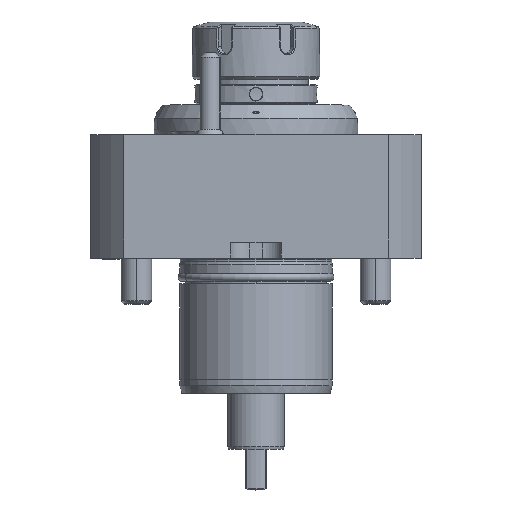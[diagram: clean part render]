
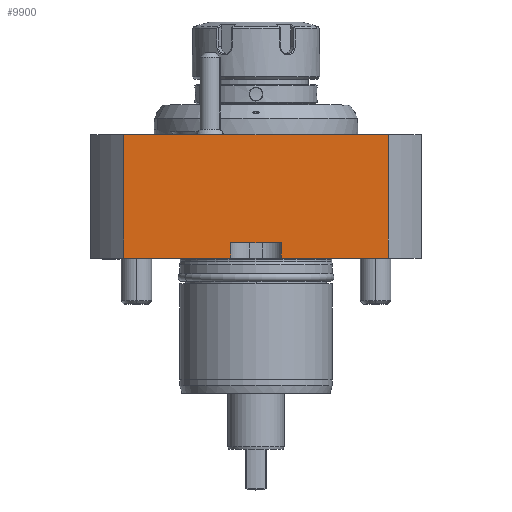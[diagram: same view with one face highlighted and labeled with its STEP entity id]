
A CAD part, top view. The second image highlights one B-rep face of the part: STEP entity #9900.
In plain terms, the highlighted planar face has unit normal (0, 0, 1).
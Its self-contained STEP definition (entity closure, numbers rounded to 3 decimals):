
#3239=DIRECTION('',(1.,0.,0.));
#3240=VECTOR('',#3239,104.096);
#3241=CARTESIAN_POINT('',(-52.048,48.5,54.));
#3242=LINE('',#3241,#3240);
#3305=DIRECTION('',(1.,0.,0.));
#3306=VECTOR('',#3305,42.048);
#3307=CARTESIAN_POINT('',(-52.048,0.,54.));
#3308=LINE('',#3307,#3306);
#3321=DIRECTION('',(1.,0.,0.));
#3322=VECTOR('',#3321,42.048);
#3323=CARTESIAN_POINT('',(10.,0.,54.));
#3324=LINE('',#3323,#3322);
#3414=DIRECTION('',(0.,1.,0.));
#3415=VECTOR('',#3414,48.5);
#3416=CARTESIAN_POINT('',(-52.048,0.,54.));
#3417=LINE('',#3416,#3415);
#3418=DIRECTION('',(0.,-1.,0.));
#3419=VECTOR('',#3418,48.5);
#3420=CARTESIAN_POINT('',(52.048,48.5,54.));
#3421=LINE('',#3420,#3419);
#3422=DIRECTION('',(0.,1.,0.));
#3423=VECTOR('',#3422,6.);
#3424=CARTESIAN_POINT('',(10.,0.,54.));
#3425=LINE('',#3424,#3423);
#3426=DIRECTION('',(1.,0.,0.));
#3427=VECTOR('',#3426,20.);
#3428=CARTESIAN_POINT('',(-10.,6.,54.));
#3429=LINE('',#3428,#3427);
#3430=DIRECTION('',(0.,1.,0.));
#3431=VECTOR('',#3430,6.);
#3432=CARTESIAN_POINT('',(-10.,0.,54.));
#3433=LINE('',#3432,#3431);
#6579=CARTESIAN_POINT('',(-52.048,48.5,54.));
#6581=VERTEX_POINT('',#6579);
#6582=CARTESIAN_POINT('',(52.048,48.5,54.));
#6583=VERTEX_POINT('',#6582);
#6595=CARTESIAN_POINT('',(-52.048,0.,54.));
#6597=VERTEX_POINT('',#6595);
#6598=CARTESIAN_POINT('',(52.048,0.,54.));
#6600=VERTEX_POINT('',#6598);
#6610=CARTESIAN_POINT('',(-10.,0.,54.));
#6611=CARTESIAN_POINT('',(-10.,6.,54.));
#6612=VERTEX_POINT('',#6610);
#6613=VERTEX_POINT('',#6611);
#6636=CARTESIAN_POINT('',(10.,0.,54.));
#6638=VERTEX_POINT('',#6636);
#6774=CARTESIAN_POINT('',(10.,6.,54.));
#6775=VERTEX_POINT('',#6774);
#9882=CARTESIAN_POINT('',(65.,60.35,54.));
#9883=DIRECTION('',(0.,0.,-1.));
#9884=DIRECTION('',(-1.,0.,0.));
#9885=AXIS2_PLACEMENT_3D('',#9882,#9883,#9884);
#9886=PLANE('',#9885);
#9887=ORIENTED_EDGE('',*,*,#9660,.T.);
#9888=ORIENTED_EDGE('',*,*,#9633,.T.);
#9889=ORIENTED_EDGE('',*,*,#9876,.T.);
#9890=ORIENTED_EDGE('',*,*,#9731,.F.);
#9892=ORIENTED_EDGE('',*,*,#9891,.T.);
#9894=ORIENTED_EDGE('',*,*,#9893,.F.);
#9896=ORIENTED_EDGE('',*,*,#9895,.F.);
#9897=ORIENTED_EDGE('',*,*,#9719,.F.);
#9898=EDGE_LOOP('',(#9887,#9888,#9889,#9890,#9892,#9894,#9896,#9897));
#9899=FACE_OUTER_BOUND('',#9898,.F.);
#9633=EDGE_CURVE('',#6581,#6583,#3242,.T.);
#9660=EDGE_CURVE('',#6597,#6581,#3417,.T.);
#9719=EDGE_CURVE('',#6597,#6612,#3308,.T.);
#9731=EDGE_CURVE('',#6638,#6600,#3324,.T.);
#9876=EDGE_CURVE('',#6583,#6600,#3421,.T.);
#9891=EDGE_CURVE('',#6638,#6775,#3425,.T.);
#9893=EDGE_CURVE('',#6613,#6775,#3429,.T.);
#9895=EDGE_CURVE('',#6612,#6613,#3433,.T.);
#9900=ADVANCED_FACE('',(#9899),#9886,.F.);
